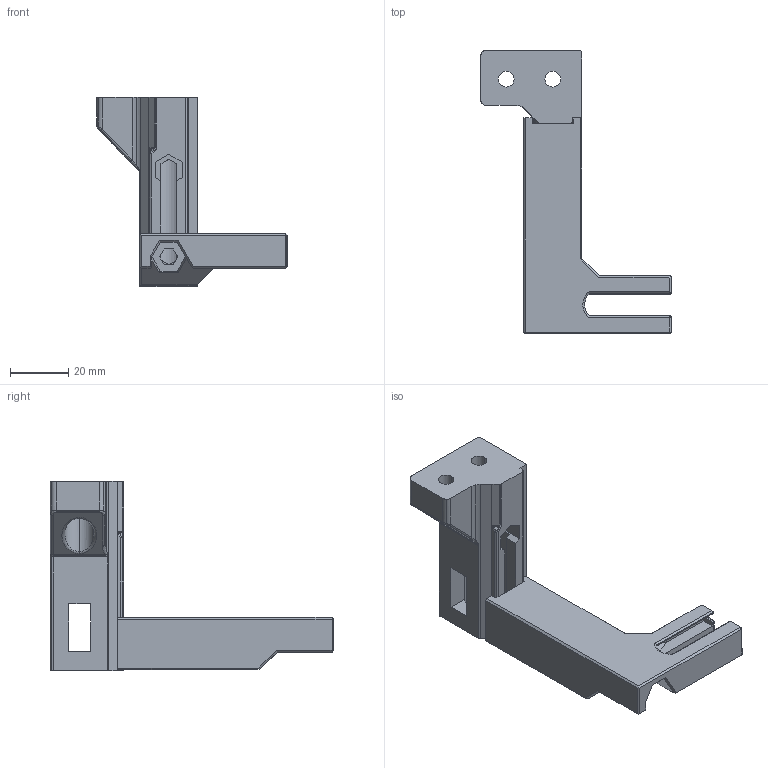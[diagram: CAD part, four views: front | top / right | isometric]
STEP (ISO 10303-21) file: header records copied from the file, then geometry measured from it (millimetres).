
FILE_DESCRIPTION(('STEP AP214'),'1');
FILE_NAME('TridentMountV2.stp','2022-06-27T23:05:45',(' '),(' '),'Spatial InterOp 3D',' ',' ');
FILE_SCHEMA(('automotive_design'));
Length unit declared in the file: inch
Products named in the file (2): 1; 2
Bounding box: 65.48 x 97.5 x 65 mm (x, y, z)
Volume: 49165.5 mm3; surface area: 20723.8 mm2
Topology: 2 solids, 2 shells, 262 faces, 698 edges, 434 vertices
Faces by surface type: plane 133, cylinder 85, cone 30, bspline 9, sphere 5
Entity records: 12253 total; most frequent: CARTESIAN_POINT 3533, DIRECTION 1393, ORIENTED_EDGE 1382, EDGE_CURVE 691, AXIS2_PLACEMENT_3D 474, LINE 445, VECTOR 445, VERTEX_POINT 434
